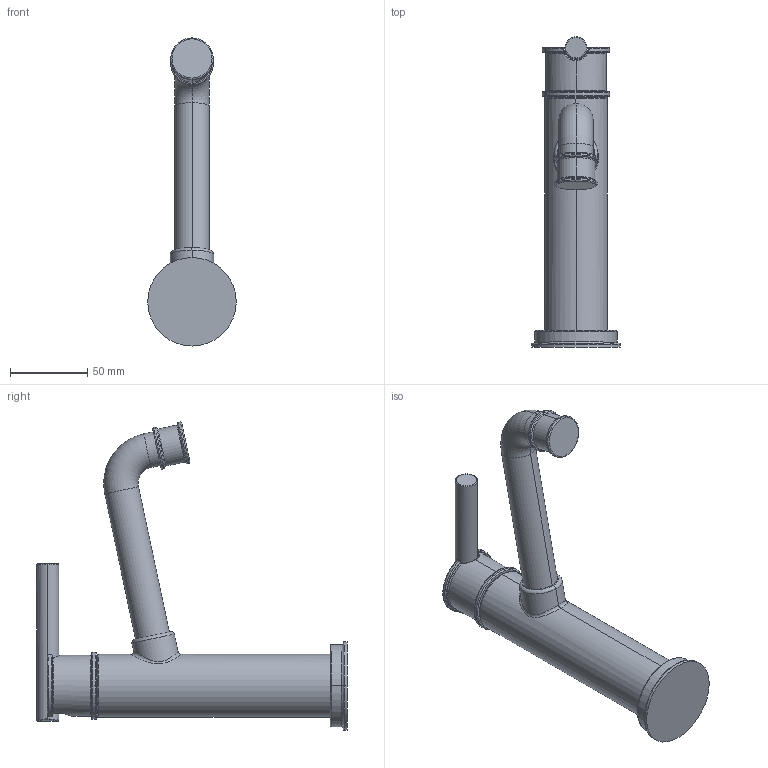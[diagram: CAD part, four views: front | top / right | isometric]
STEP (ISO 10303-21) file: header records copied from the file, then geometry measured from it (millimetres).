
FILE_DESCRIPTION((''),'2;1');
FILE_NAME('3273_SW0001','2024-05-17T19:38:32',('nehatek'),(''),'CREO PARAMETRIC BY PTC INC, 2023134','CREO PARAMETRIC BY PTC INC, 2023134','');
FILE_SCHEMA(('CONFIG_CONTROL_DESIGN'));
Length unit declared in the file: inch
Products named in the file (1): 3273_SW0001
Bounding box: 57.15 x 200.34 x 199.01 mm (x, y, z)
Volume: 341343.2 mm3; surface area: 49092 mm2
Topology: 1 solids, 1 shells, 142 faces, 314 edges, 183 vertices
Faces by surface type: cylinder 53, torus 40, bspline 30, plane 19
Entity records: 6478 total; most frequent: CARTESIAN_POINT 3437, DIRECTION 641, ORIENTED_EDGE 628, EDGE_CURVE 314, AXIS2_PLACEMENT_3D 284, VERTEX_POINT 183, CIRCLE 172, EDGE_LOOP 151
